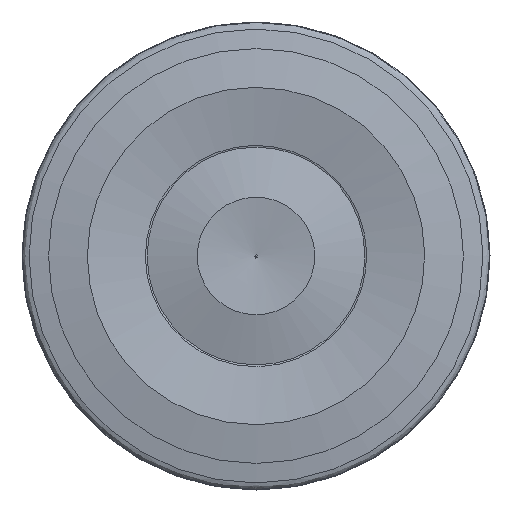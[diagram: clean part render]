
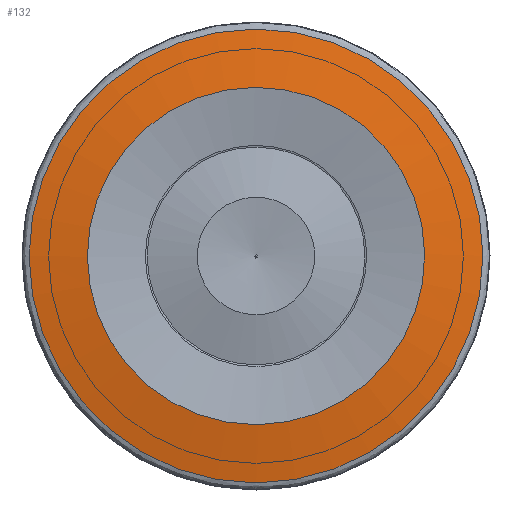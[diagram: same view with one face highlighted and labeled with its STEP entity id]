
A CAD part, left-side view. The second image highlights one B-rep face of the part: STEP entity #132.
In plain terms, the highlighted face is a revolution surface.
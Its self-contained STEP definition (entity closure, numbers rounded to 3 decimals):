
#26=SURFACE_OF_REVOLUTION('',#51,#39);
#39=AXIS1_PLACEMENT('',#729,#612);
#51=LINE('',#728,#61);
#61=VECTOR('',#611,5.562);
#132=ADVANCED_FACE('',(#191,#192),#26,.T.);
#191=FACE_BOUND('',#257,.T.);
#192=FACE_BOUND('',#258,.T.);
#257=EDGE_LOOP('',(#323));
#258=EDGE_LOOP('',(#324));
#323=ORIENTED_EDGE('',*,*,#403,.F.);
#324=ORIENTED_EDGE('',*,*,#404,.T.);
#370=VERTEX_POINT('',#725);
#371=VERTEX_POINT('',#727);
#403=EDGE_CURVE('',#370,#370,#437,.T.);
#404=EDGE_CURVE('',#371,#371,#438,.T.);
#437=CIRCLE('',#496,21.333);
#438=CIRCLE('',#497,15.856);
#496=AXIS2_PLACEMENT_3D('',#724,#607,#608);
#497=AXIS2_PLACEMENT_3D('',#726,#609,#610);
#607=DIRECTION('',(1.,0.,0.));
#608=DIRECTION('',(0.,0.,-1.));
#609=DIRECTION('',(1.,0.,0.));
#610=DIRECTION('',(0.,0.,-1.));
#611=DIRECTION('',(0.166,-0.986,0.));
#612=DIRECTION('',(1.,0.,0.));
#724=CARTESIAN_POINT('',(0.971,0.,0.));
#725=CARTESIAN_POINT('',(0.971,0.,-21.333));
#726=CARTESIAN_POINT('',(0.05,0.,0.));
#727=CARTESIAN_POINT('',(0.05,0.,-15.856));
#728=CARTESIAN_POINT('',(0.05,-15.824,1.));
#729=CARTESIAN_POINT('',(3.3,0.,0.));
